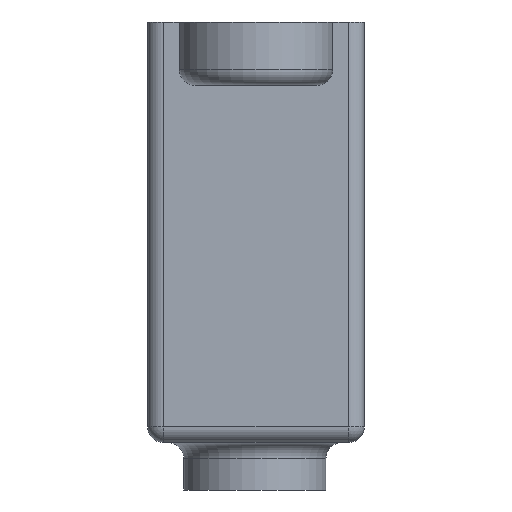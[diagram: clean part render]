
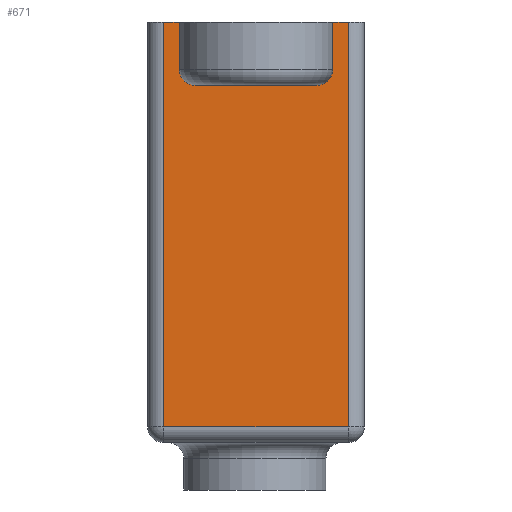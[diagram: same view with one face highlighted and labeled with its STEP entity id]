
A CAD part, left-side view. The second image highlights one B-rep face of the part: STEP entity #671.
In plain terms, the highlighted planar face has unit normal (-1, 0, 0).
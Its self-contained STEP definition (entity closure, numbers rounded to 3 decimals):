
#31=PLANE('',#741);
#61=FACE_OUTER_BOUND('',#102,.T.);
#102=EDGE_LOOP('',(#483,#484,#485,#486,#487,#488,#489,#490,#491,#492));
#143=LINE('',#1052,#202);
#147=LINE('',#1072,#206);
#149=LINE('',#1078,#208);
#150=LINE('',#1080,#209);
#151=LINE('',#1082,#210);
#152=LINE('',#1086,#211);
#153=LINE('',#1090,#212);
#154=LINE('',#1091,#213);
#202=VECTOR('',#826,10.);
#206=VECTOR('',#856,10.);
#208=VECTOR('',#862,10.);
#209=VECTOR('',#863,10.);
#210=VECTOR('',#864,10.);
#211=VECTOR('',#867,10.);
#212=VECTOR('',#870,10.);
#213=VECTOR('',#871,10.);
#270=CIRCLE('',#742,1.);
#271=CIRCLE('',#743,1.);
#303=VERTEX_POINT('',#1049);
#304=VERTEX_POINT('',#1051);
#307=VERTEX_POINT('',#1071);
#309=VERTEX_POINT('',#1077);
#310=VERTEX_POINT('',#1079);
#311=VERTEX_POINT('',#1081);
#312=VERTEX_POINT('',#1083);
#313=VERTEX_POINT('',#1085);
#314=VERTEX_POINT('',#1087);
#315=VERTEX_POINT('',#1089);
#363=EDGE_CURVE('',#303,#304,#143,.T.);
#374=EDGE_CURVE('',#304,#307,#147,.T.);
#377=EDGE_CURVE('',#309,#303,#149,.T.);
#378=EDGE_CURVE('',#310,#309,#150,.T.);
#379=EDGE_CURVE('',#311,#310,#151,.T.);
#380=EDGE_CURVE('',#312,#311,#270,.F.);
#381=EDGE_CURVE('',#312,#313,#152,.T.);
#382=EDGE_CURVE('',#314,#313,#271,.F.);
#383=EDGE_CURVE('',#314,#315,#153,.T.);
#384=EDGE_CURVE('',#307,#315,#154,.T.);
#483=ORIENTED_EDGE('',*,*,#363,.F.);
#484=ORIENTED_EDGE('',*,*,#377,.F.);
#485=ORIENTED_EDGE('',*,*,#378,.F.);
#486=ORIENTED_EDGE('',*,*,#379,.F.);
#487=ORIENTED_EDGE('',*,*,#380,.F.);
#488=ORIENTED_EDGE('',*,*,#381,.T.);
#489=ORIENTED_EDGE('',*,*,#382,.F.);
#490=ORIENTED_EDGE('',*,*,#383,.T.);
#491=ORIENTED_EDGE('',*,*,#384,.F.);
#492=ORIENTED_EDGE('',*,*,#374,.F.);
#671=ADVANCED_FACE('',(#61),#31,.T.);
#741=AXIS2_PLACEMENT_3D('',#1076,#860,#861);
#742=AXIS2_PLACEMENT_3D('',#1084,#865,#866);
#743=AXIS2_PLACEMENT_3D('',#1088,#868,#869);
#826=DIRECTION('',(0.,1.,0.));
#856=DIRECTION('',(0.,0.,1.));
#860=DIRECTION('center_axis',(-1.,0.,0.));
#861=DIRECTION('ref_axis',(0.,-1.,0.));
#862=DIRECTION('',(0.,0.,-1.));
#863=DIRECTION('',(0.,-1.,0.));
#864=DIRECTION('',(0.,0.,1.));
#865=DIRECTION('center_axis',(1.,0.,0.));
#866=DIRECTION('ref_axis',(0.,-0.707,-0.707));
#867=DIRECTION('',(0.,1.,0.));
#868=DIRECTION('center_axis',(1.,0.,0.));
#869=DIRECTION('ref_axis',(0.,0.707,-0.707));
#870=DIRECTION('',(0.,0.,1.));
#871=DIRECTION('',(0.,-1.,0.));
#1049=CARTESIAN_POINT('',(-14.7,-5.925,-16.35));
#1051=CARTESIAN_POINT('',(-14.7,5.775,-16.35));
#1052=CARTESIAN_POINT('',(-14.7,-2.5,-16.35));
#1071=CARTESIAN_POINT('',(-14.7,5.775,9.25));
#1072=CARTESIAN_POINT('',(-14.7,5.775,0.));
#1076=CARTESIAN_POINT('Origin',(-14.7,-4.925,0.));
#1077=CARTESIAN_POINT('',(-14.7,-5.925,9.25));
#1078=CARTESIAN_POINT('',(-14.7,-5.925,0.));
#1079=CARTESIAN_POINT('',(-14.7,-4.925,9.25));
#1080=CARTESIAN_POINT('',(-14.7,-6.925,9.25));
#1081=CARTESIAN_POINT('',(-14.7,-4.925,6.25));
#1082=CARTESIAN_POINT('',(-14.7,-4.925,0.));
#1083=CARTESIAN_POINT('',(-14.7,-3.925,5.25));
#1084=CARTESIAN_POINT('Origin',(-14.7,-3.925,6.25));
#1085=CARTESIAN_POINT('',(-14.7,3.775,5.25));
#1086=CARTESIAN_POINT('',(-14.7,-4.925,5.25));
#1087=CARTESIAN_POINT('',(-14.7,4.775,6.25));
#1088=CARTESIAN_POINT('Origin',(-14.7,3.775,6.25));
#1089=CARTESIAN_POINT('',(-14.7,4.775,9.25));
#1090=CARTESIAN_POINT('',(-14.7,4.775,0.));
#1091=CARTESIAN_POINT('',(-14.7,6.775,9.25));
